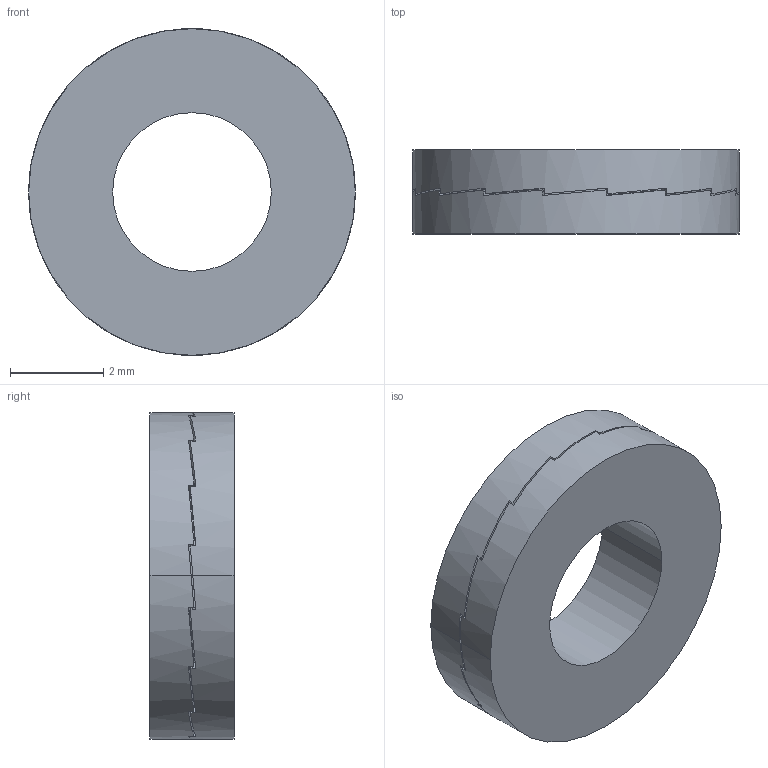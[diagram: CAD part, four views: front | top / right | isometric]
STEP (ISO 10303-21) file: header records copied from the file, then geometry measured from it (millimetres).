
FILE_DESCRIPTION(/* description */ ('Alibre Inc.'),/* implementation_level */ '2;1');
FILE_NAME(/* name */ 'export-29130675-7166-48C4-983E-2F7665241274',/* time_stamp */ '2025-02-01T15:20:00+01:00',/* author */ (''),/* organization */ (''),/* preprocessor_version */ 'ST-DEVELOPER v17',/* originating_system */ 'Alibre',/* authorisation */ '');
FILE_SCHEMA (('AUTOMOTIVE_DESIGN'));
Length unit declared in the file: millimetre
Products named in the file (1): NL3-Nord-Lock
Bounding box: 7 x 1.8 x 7 mm (x, y, z)
Volume: 52.7 mm3; surface area: 129.4 mm2
Topology: 1 solids, 1 shells, 120 faces, 338 edges, 220 vertices
Faces by surface type: plane 114, cylinder 6
Entity records: 3703 total; most frequent: CARTESIAN_POINT 786, ORIENTED_EDGE 676, DIRECTION 452, EDGE_CURVE 338, VECTOR 278, LINE 278, VERTEX_POINT 220, AXIS2_PLACEMENT_3D 144
